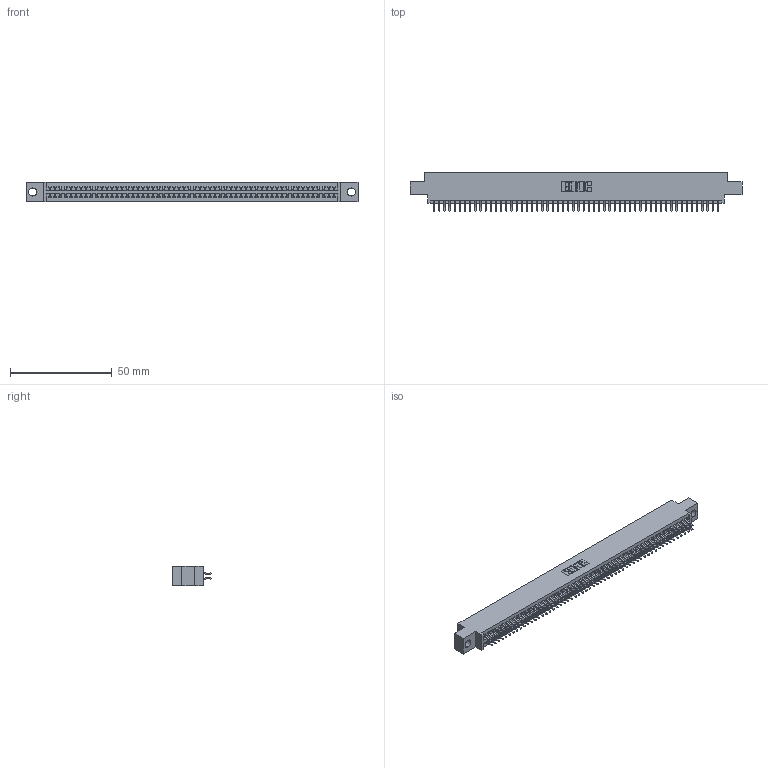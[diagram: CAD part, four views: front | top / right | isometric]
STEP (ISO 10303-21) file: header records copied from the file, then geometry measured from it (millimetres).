
FILE_DESCRIPTION (( 'STEP AP203' ), '1' );
FILE_NAME ('345-112-556-804.STEP', '2021-05-25T14:40:46', ( '' ), ( '' ), 'SwSTEP 2.0', 'SolidWorks 2020', '' );
FILE_SCHEMA (( 'CONFIG_CONTROL_DESIGN' ));
Length unit declared in the file: inch
Products named in the file (3): 345-112-556-804; 345 Part_0.170 Offset - 0.156 Dia-TI; 345-292-001_556 Tail
Assembly tree (113 placements, depth 2):
  345-112-556-804
    345 Part_0.170 Offset - 0.156 Dia-TI
    345-292-001_556 Tail  x112
Bounding box: 163.45 x 19.24 x 9.4 mm (x, y, z)
Volume: 15783.8 mm3; surface area: 23499.3 mm2
Topology: 113 solids, 113 shells, 6416 faces, 19093 edges, 12578 vertices
Faces by surface type: plane 4242, cylinder 2174
Entity records: 42825 total; most frequent: CARTESIAN_POINT 7186, ORIENTED_EDGE 7106, DIRECTION 6305, EDGE_CURVE 3553, VECTOR 3189, LINE 3189, VERTEX_POINT 2366, AXIS2_PLACEMENT_3D 1558
